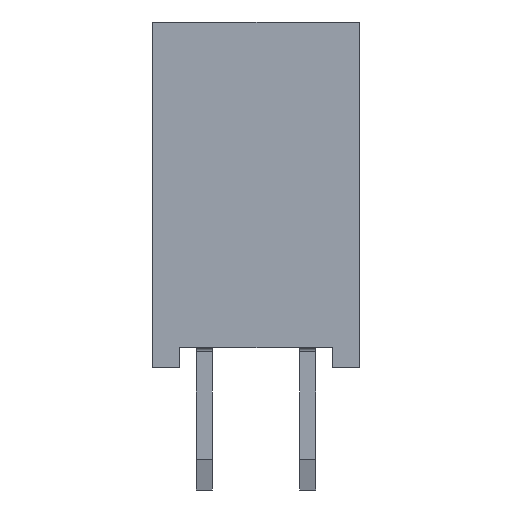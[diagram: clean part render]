
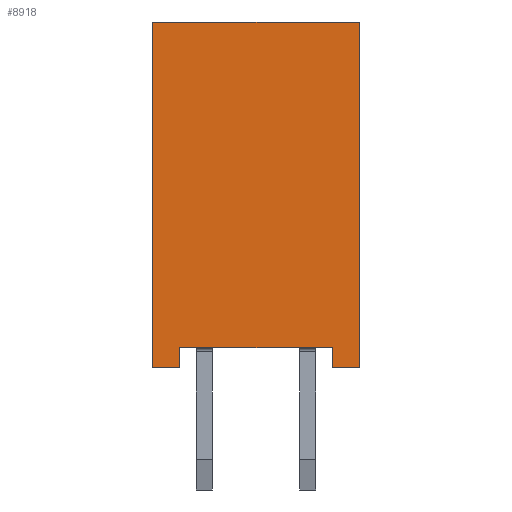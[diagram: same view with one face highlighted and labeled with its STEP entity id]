
A CAD part, left-side view. The second image highlights one B-rep face of the part: STEP entity #8918.
In plain terms, the highlighted planar face has unit normal (-1, 0, 0).
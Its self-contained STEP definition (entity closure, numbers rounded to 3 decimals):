
#8918=ADVANCED_FACE('',(#19726),#19728,.T.);
#19726=FACE_BOUND('',#19727,.T.);
#19727=EDGE_LOOP('',(#28561,#28562,#28563,#28564,#28565,#28566,#28567,#28568));
#19728=PLANE('',#19729);
#19729=AXIS2_PLACEMENT_3D('',#19730,#19731,#19732);
#19730=CARTESIAN_POINT('',(-1.27,3.81,0.));
#19731=DIRECTION('',(-1.,0.,0.));
#19732=DIRECTION('',(0.,-1.,0.));
#28561=ORIENTED_EDGE('',*,*,#33857,.T.);
#28562=ORIENTED_EDGE('',*,*,#33858,.T.);
#28563=ORIENTED_EDGE('',*,*,#33859,.T.);
#28564=ORIENTED_EDGE('',*,*,#33860,.F.);
#28565=ORIENTED_EDGE('',*,*,#33861,.F.);
#28566=ORIENTED_EDGE('',*,*,#33862,.T.);
#28567=ORIENTED_EDGE('',*,*,#33863,.T.);
#28568=ORIENTED_EDGE('',*,*,#32253,.T.);
#32253=EDGE_CURVE('',#37565,#37566,#37567,.T.);
#33857=EDGE_CURVE('',#37566,#39957,#39958,.F.);
#33858=EDGE_CURVE('',#39957,#39959,#39960,.T.);
#33859=EDGE_CURVE('',#39959,#39961,#39962,.T.);
#33860=EDGE_CURVE('',#39963,#39961,#39964,.T.);
#33861=EDGE_CURVE('',#39965,#39963,#39966,.T.);
#33862=EDGE_CURVE('',#39965,#39967,#39968,.T.);
#33863=EDGE_CURVE('',#39967,#37565,#39969,.F.);
#37565=VERTEX_POINT('',#47493);
#37566=VERTEX_POINT('',#47494);
#37567=LINE('',#47495,#47496);
#39957=VERTEX_POINT('',#53333);
#39958=LINE('',#53334,#53335);
#39959=VERTEX_POINT('',#53337);
#39960=LINE('',#53338,#53339);
#39961=VERTEX_POINT('',#53341);
#39962=LINE('',#53342,#53343);
#39963=VERTEX_POINT('',#53345);
#39964=LINE('',#53346,#53347);
#39965=VERTEX_POINT('',#53349);
#39966=LINE('',#53350,#53351);
#39967=VERTEX_POINT('',#53353);
#39968=LINE('',#53354,#53355);
#39969=LINE('',#53357,#53358);
#47493=CARTESIAN_POINT('',(-1.27,3.14,0.5));
#47494=CARTESIAN_POINT('',(-1.27,-0.6,0.5));
#47495=CARTESIAN_POINT('',(-1.27,3.14,0.5));
#47496=VECTOR('',#47497,1.);
#47497=DIRECTION('',(0.,-1.,0.));
#53333=CARTESIAN_POINT('',(-1.27,-0.6,0.));
#53334=CARTESIAN_POINT('',(-1.27,-0.6,0.));
#53335=VECTOR('',#53336,1.);
#53336=DIRECTION('',(0.,0.,1.));
#53337=CARTESIAN_POINT('',(-1.27,-1.27,0.));
#53338=CARTESIAN_POINT('',(-1.27,-0.6,0.));
#53339=VECTOR('',#53340,1.);
#53340=DIRECTION('',(0.,-1.,0.));
#53341=CARTESIAN_POINT('',(-1.27,-1.27,8.5));
#53342=CARTESIAN_POINT('',(-1.27,-1.27,0.));
#53343=VECTOR('',#53344,1.);
#53344=DIRECTION('',(0.,0.,1.));
#53345=CARTESIAN_POINT('',(-1.27,3.81,8.5));
#53346=CARTESIAN_POINT('',(-1.27,3.81,8.5));
#53347=VECTOR('',#53348,1.);
#53348=DIRECTION('',(0.,-1.,0.));
#53349=CARTESIAN_POINT('',(-1.27,3.81,0.));
#53350=CARTESIAN_POINT('',(-1.27,3.81,0.));
#53351=VECTOR('',#53352,1.);
#53352=DIRECTION('',(0.,0.,1.));
#53353=CARTESIAN_POINT('',(-1.27,3.14,0.));
#53354=CARTESIAN_POINT('',(-1.27,3.81,0.));
#53355=VECTOR('',#53356,1.);
#53356=DIRECTION('',(0.,-1.,0.));
#53357=CARTESIAN_POINT('',(-1.27,3.14,0.5));
#53358=VECTOR('',#53359,1.);
#53359=DIRECTION('',(0.,0.,-1.));
